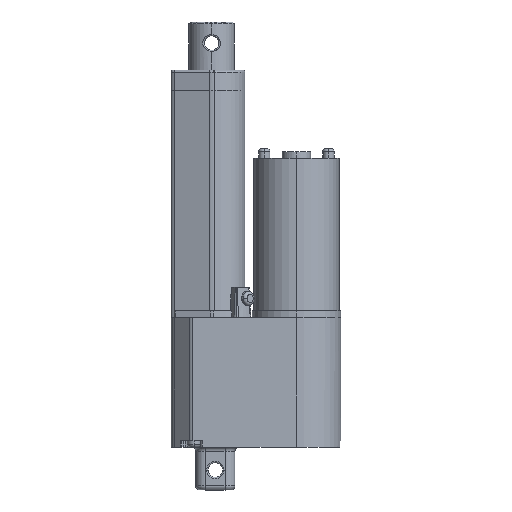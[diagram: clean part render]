
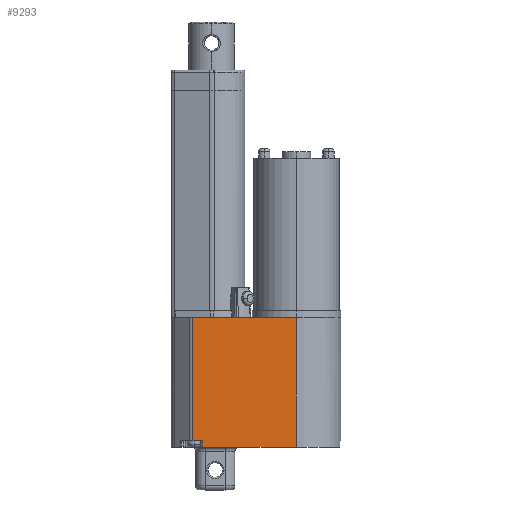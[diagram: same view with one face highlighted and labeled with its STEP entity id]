
A CAD part, top view. The second image highlights one B-rep face of the part: STEP entity #9293.
In plain terms, the highlighted planar face has unit normal (0, 0, 1).
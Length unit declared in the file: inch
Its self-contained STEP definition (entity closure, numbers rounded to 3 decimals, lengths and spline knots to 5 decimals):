
#95 = VECTOR ( 'NONE', #2518, 39.37008 ) ;
#242 = LINE ( 'NONE', #8711, #9658 ) ;
#361 = VERTEX_POINT ( 'NONE', #7019 ) ;
#386 = LINE ( 'NONE', #5223, #4963 ) ;
#489 = VERTEX_POINT ( 'NONE', #4335 ) ;
#682 = LINE ( 'NONE', #1601, #95 ) ;
#711 = VERTEX_POINT ( 'NONE', #8539 ) ;
#828 = EDGE_CURVE ( 'NONE', #4556, #711, #5430, .T. ) ;
#1096 = DIRECTION ( 'NONE',  ( 0., -1., 0. ) ) ;
#1484 = DIRECTION ( 'NONE',  ( 0., -1., 0. ) ) ;
#1601 = CARTESIAN_POINT ( 'NONE',  ( 0.35, 2.28, 0. ) ) ;
#1836 = ORIENTED_EDGE ( 'NONE', *, *, #828, .F. ) ;
#1997 = LINE ( 'NONE', #11709, #6559 ) ;
#2066 = EDGE_CURVE ( 'NONE', #489, #5584, #1997, .T. ) ;
#2078 = VERTEX_POINT ( 'NONE', #7236 ) ;
#2477 = EDGE_CURVE ( 'NONE', #2078, #361, #242, .T. ) ;
#2518 = DIRECTION ( 'NONE',  ( 1., 0., 0. ) ) ;
#2954 = AXIS2_PLACEMENT_3D ( 'NONE', #4317, #10683, #5231 ) ;
#3790 = ORIENTED_EDGE ( 'NONE', *, *, #2066, .T. ) ;
#4317 = CARTESIAN_POINT ( 'NONE',  ( 0.35, 2.28, 0. ) ) ;
#4335 = CARTESIAN_POINT ( 'NONE',  ( 0.38107, 2.28, 0. ) ) ;
#4556 = VERTEX_POINT ( 'NONE', #7595 ) ;
#4665 = CARTESIAN_POINT ( 'NONE',  ( 0.35, 0.116, 0. ) ) ;
#4963 = VECTOR ( 'NONE', #9751, 39.37008 ) ;
#5223 = CARTESIAN_POINT ( 'NONE',  ( 0.35, 0., 0. ) ) ;
#5231 = DIRECTION ( 'NONE',  ( -1., 0., 0. ) ) ;
#5430 = LINE ( 'NONE', #7435, #7835 ) ;
#5584 = VERTEX_POINT ( 'NONE', #10404 ) ;
#6300 = DIRECTION ( 'NONE',  ( 0., -1., 0. ) ) ;
#6372 = DIRECTION ( 'NONE',  ( -1., 0., 0. ) ) ;
#6559 = VECTOR ( 'NONE', #6300, 39.37008 ) ;
#6635 = EDGE_CURVE ( 'NONE', #361, #711, #386, .T. ) ;
#6641 = EDGE_CURVE ( 'NONE', #489, #4556, #682, .T. ) ;
#6967 = EDGE_CURVE ( 'NONE', #2078, #5584, #7229, .T. ) ;
#7019 = CARTESIAN_POINT ( 'NONE',  ( 0.54753, 0., 0. ) ) ;
#7229 = LINE ( 'NONE', #4665, #10642 ) ;
#7236 = CARTESIAN_POINT ( 'NONE',  ( 0.54753, 0.116, 0. ) ) ;
#7435 = CARTESIAN_POINT ( 'NONE',  ( 2.2, 2.28, 0. ) ) ;
#7595 = CARTESIAN_POINT ( 'NONE',  ( 2.2, 2.28, 0. ) ) ;
#7835 = VECTOR ( 'NONE', #1096, 39.37008 ) ;
#8539 = CARTESIAN_POINT ( 'NONE',  ( 2.2, 0., 0. ) ) ;
#8711 = CARTESIAN_POINT ( 'NONE',  ( 0.54753, 2.28, 0. ) ) ;
#8857 = ORIENTED_EDGE ( 'NONE', *, *, #6641, .F. ) ;
#8967 = ORIENTED_EDGE ( 'NONE', *, *, #6635, .T. ) ;
#9046 = ORIENTED_EDGE ( 'NONE', *, *, #2477, .T. ) ;
#9293 = ADVANCED_FACE ( 'NONE', ( #11110 ), #9726, .F. ) ;
#9658 = VECTOR ( 'NONE', #1484, 39.37008 ) ;
#9726 = PLANE ( 'NONE',  #2954 ) ;
#9751 = DIRECTION ( 'NONE',  ( 1., 0., 0. ) ) ;
#9771 = ORIENTED_EDGE ( 'NONE', *, *, #6967, .F. ) ;
#10404 = CARTESIAN_POINT ( 'NONE',  ( 0.38107, 0.116, 0. ) ) ;
#10642 = VECTOR ( 'NONE', #6372, 39.37008 ) ;
#10683 = DIRECTION ( 'NONE',  ( 0., 0., -1. ) ) ;
#11090 = EDGE_LOOP ( 'NONE', ( #8857, #3790, #9771, #9046, #8967, #1836 ) ) ;
#11110 = FACE_OUTER_BOUND ( 'NONE', #11090, .T. ) ;
#11709 = CARTESIAN_POINT ( 'NONE',  ( 0.38107, 2.28, 0. ) ) ;
